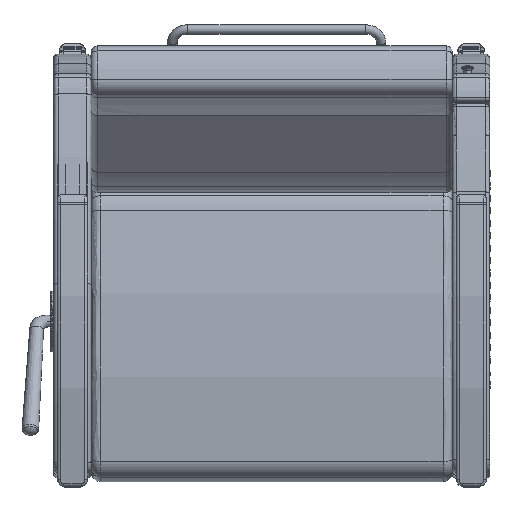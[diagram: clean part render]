
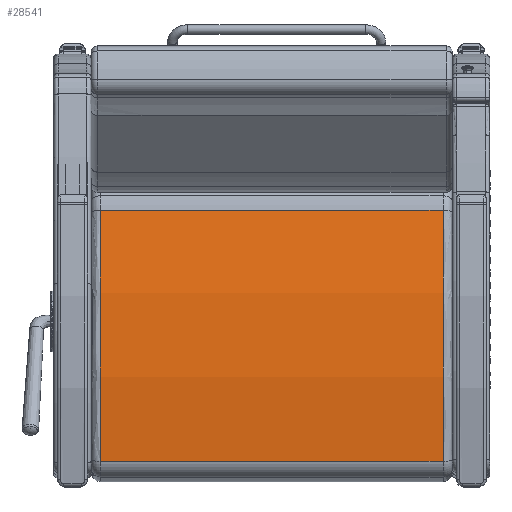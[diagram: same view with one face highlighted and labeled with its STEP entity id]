
A CAD part, front view. The second image highlights one B-rep face of the part: STEP entity #28541.
In plain terms, the highlighted free-form (B-spline) face has degree [1, 2] with [2, 3] control points.
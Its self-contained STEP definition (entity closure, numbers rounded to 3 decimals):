
#1226=(
BOUNDED_SURFACE()
B_SPLINE_SURFACE(1,2,((#43396,#43397,#43398),(#43399,#43400,#43401)),
 .UNSPECIFIED.,.F.,.F.,.F.)
B_SPLINE_SURFACE_WITH_KNOTS((2,2),(3,3),(-0.229,0.229),
(1.362,1.699),.UNSPECIFIED.)
GEOMETRIC_REPRESENTATION_ITEM()
RATIONAL_B_SPLINE_SURFACE(((1.,0.986,1.),(1.,0.986,
1.)))
REPRESENTATION_ITEM('')
SURFACE()
);
#1784=ELLIPSE('',#30684,60.054,60.);
#1794=ELLIPSE('',#30712,60.054,60.);
#3045=FACE_OUTER_BOUND('',#4700,.T.);
#4700=EDGE_LOOP('',(#19910,#19911,#19912,#19913));
#6659=LINE('',#43394,#8818);
#6660=LINE('',#43403,#8819);
#8818=VECTOR('',#34249,0.394);
#8819=VECTOR('',#34252,0.394);
#12542=VERTEX_POINT('',#43186);
#12543=VERTEX_POINT('',#43187);
#12568=VERTEX_POINT('',#43393);
#12569=VERTEX_POINT('',#43402);
#15514=EDGE_CURVE('',#12542,#12543,#1784,.T.);
#15552=EDGE_CURVE('',#12543,#12568,#6659,.T.);
#15554=EDGE_CURVE('',#12542,#12569,#6660,.T.);
#15555=EDGE_CURVE('',#12568,#12569,#1794,.T.);
#19910=ORIENTED_EDGE('',*,*,#15514,.F.);
#19911=ORIENTED_EDGE('',*,*,#15554,.T.);
#19912=ORIENTED_EDGE('',*,*,#15555,.F.);
#19913=ORIENTED_EDGE('',*,*,#15552,.F.);
#28541=ADVANCED_FACE('',(#3045),#1226,.F.);
#30684=AXIS2_PLACEMENT_3D('',#43188,#34181,#34182);
#30712=AXIS2_PLACEMENT_3D('',#43404,#34253,#34254);
#34181=DIRECTION('center_axis',(0.,0.,-1.));
#34182=DIRECTION('ref_axis',(1.,0.,0.));
#34249=DIRECTION('',(0.,0.,1.));
#34252=DIRECTION('',(0.,0.,1.));
#34253=DIRECTION('center_axis',(0.,0.,1.));
#34254=DIRECTION('ref_axis',(1.,0.,0.));
#43186=CARTESIAN_POINT('',(-10.045,1.256,-13.75));
#43187=CARTESIAN_POINT('',(10.111,0.445,-13.75));
#43188=CARTESIAN_POINT('Origin',(-2.35,-58.249,-13.75));
#43393=CARTESIAN_POINT('',(10.111,0.445,13.75));
#43394=CARTESIAN_POINT('',(10.111,0.445,0.));
#43396=CARTESIAN_POINT('Ctrl Pts',(10.111,0.445,-13.75));
#43397=CARTESIAN_POINT('Ctrl Pts',(0.103,2.566,-13.75));
#43398=CARTESIAN_POINT('Ctrl Pts',(-10.045,1.256,-13.75));
#43399=CARTESIAN_POINT('Ctrl Pts',(10.111,0.445,13.75));
#43400=CARTESIAN_POINT('Ctrl Pts',(0.103,2.566,13.75));
#43401=CARTESIAN_POINT('Ctrl Pts',(-10.045,1.256,13.75));
#43402=CARTESIAN_POINT('',(-10.045,1.256,13.75));
#43403=CARTESIAN_POINT('',(-10.045,1.256,0.));
#43404=CARTESIAN_POINT('Origin',(-2.35,-58.249,13.75));
